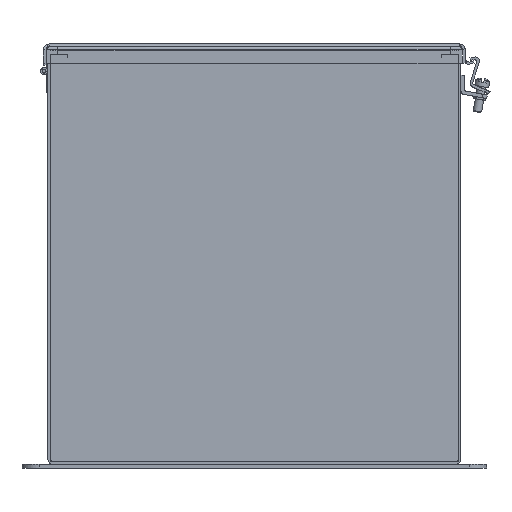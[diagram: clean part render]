
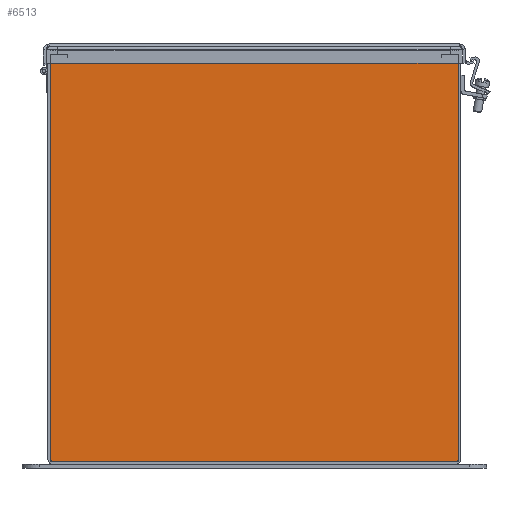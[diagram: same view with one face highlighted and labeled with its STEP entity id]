
A CAD part, left-side view. The second image highlights one B-rep face of the part: STEP entity #6513.
In plain terms, the highlighted planar face has unit normal (-1, 0, 0).
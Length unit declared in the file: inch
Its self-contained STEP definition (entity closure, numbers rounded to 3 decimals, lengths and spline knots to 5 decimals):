
#631 = EDGE_LOOP ( 'NONE', ( #6363, #39986, #28932, #19898, #25989, #17959, #21124, #9010, #3595, #21418, #14436, #32376 ) ) ;
#1750 = CARTESIAN_POINT ( 'NONE',  ( -24., 5.4277, 10.58205 ) ) ;
#2722 = VECTOR ( 'NONE', #41288, 39.37008 ) ;
#2997 = DIRECTION ( 'NONE',  ( 0., 1., 0. ) ) ;
#3464 = DIRECTION ( 'NONE',  ( 1., 0., 0. ) ) ;
#3595 = ORIENTED_EDGE ( 'NONE', *, *, #25725, .F. ) ;
#3750 = CARTESIAN_POINT ( 'NONE',  ( -24., -5.4277, 10.58205 ) ) ;
#3968 = VERTEX_POINT ( 'NONE', #6611 ) ;
#3978 = LINE ( 'NONE', #20389, #32145 ) ;
#4536 = LINE ( 'NONE', #18307, #25279 ) ;
#5221 = CARTESIAN_POINT ( 'NONE',  ( -24., 5.4275, 10.58205 ) ) ;
#6363 = ORIENTED_EDGE ( 'NONE', *, *, #18140, .T. ) ;
#6513 = ADVANCED_FACE ( 'NONE', ( #26832 ), #33103, .F. ) ;
#6611 = CARTESIAN_POINT ( 'NONE',  ( -24., -5.926, -1.176 ) ) ;
#7404 = CARTESIAN_POINT ( 'NONE',  ( -24., 5.4275, 10.58225 ) ) ;
#7476 = DIRECTION ( 'NONE',  ( 0., 0., 1. ) ) ;
#7717 = AXIS2_PLACEMENT_3D ( 'NONE', #33311, #3464, #30063 ) ;
#8453 = DIRECTION ( 'NONE',  ( 0., -1., 0. ) ) ;
#8678 = CARTESIAN_POINT ( 'NONE',  ( -24., -5.926, 4.75 ) ) ;
#9010 = ORIENTED_EDGE ( 'NONE', *, *, #27769, .F. ) ;
#9409 = CARTESIAN_POINT ( 'NONE',  ( -24., -5.4275, 10.58205 ) ) ;
#10018 = VERTEX_POINT ( 'NONE', #7404 ) ;
#10198 = LINE ( 'NONE', #30003, #40446 ) ;
#11275 = CARTESIAN_POINT ( 'NONE',  ( -24., 5.926, 10.676 ) ) ;
#12988 = CARTESIAN_POINT ( 'NONE',  ( -24., 5.926, 4.75 ) ) ;
#14120 = LINE ( 'NONE', #24058, #2722 ) ;
#14333 = CARTESIAN_POINT ( 'NONE',  ( -24., 5.4277, 10.676 ) ) ;
#14436 = ORIENTED_EDGE ( 'NONE', *, *, #19675, .F. ) ;
#15777 = LINE ( 'NONE', #38788, #25573 ) ;
#17046 = EDGE_CURVE ( 'NONE', #17957, #35763, #14120, .T. ) ;
#17094 = DIRECTION ( 'NONE',  ( 0., 1., 0. ) ) ;
#17189 = CARTESIAN_POINT ( 'NONE',  ( -24., 5.4275, 10.676 ) ) ;
#17957 = VERTEX_POINT ( 'NONE', #14333 ) ;
#17959 = ORIENTED_EDGE ( 'NONE', *, *, #17046, .F. ) ;
#18140 = EDGE_CURVE ( 'NONE', #20799, #18292, #20147, .T. ) ;
#18292 = VERTEX_POINT ( 'NONE', #9409 ) ;
#18307 = CARTESIAN_POINT ( 'NONE',  ( -24., 0., 10.58225 ) ) ;
#18601 = CARTESIAN_POINT ( 'NONE',  ( -24., 0., -1.176 ) ) ;
#18802 = VERTEX_POINT ( 'NONE', #28778 ) ;
#19675 = EDGE_CURVE ( 'NONE', #34491, #22611, #15777, .T. ) ;
#19898 = ORIENTED_EDGE ( 'NONE', *, *, #26066, .T. ) ;
#19926 = EDGE_CURVE ( 'NONE', #26085, #17957, #35212, .T. ) ;
#20147 = LINE ( 'NONE', #3750, #37632 ) ;
#20169 = LINE ( 'NONE', #12988, #23125 ) ;
#20389 = CARTESIAN_POINT ( 'NONE',  ( -24., -5.4275, 10.58205 ) ) ;
#20799 = VERTEX_POINT ( 'NONE', #27663 ) ;
#21124 = ORIENTED_EDGE ( 'NONE', *, *, #19926, .F. ) ;
#21418 = ORIENTED_EDGE ( 'NONE', *, *, #33137, .F. ) ;
#21482 = VECTOR ( 'NONE', #2997, 39.37008 ) ;
#21963 = DIRECTION ( 'NONE',  ( 0., 0., -1. ) ) ;
#22611 = VERTEX_POINT ( 'NONE', #40630 ) ;
#22620 = DIRECTION ( 'NONE',  ( 0., 0., 1. ) ) ;
#23125 = VECTOR ( 'NONE', #26921, 39.37008 ) ;
#23688 = LINE ( 'NONE', #17189, #34089 ) ;
#24058 = CARTESIAN_POINT ( 'NONE',  ( -24., 5.4277, 4.75 ) ) ;
#25279 = VECTOR ( 'NONE', #8453, 39.37008 ) ;
#25287 = VERTEX_POINT ( 'NONE', #31222 ) ;
#25573 = VECTOR ( 'NONE', #32053, 39.37008 ) ;
#25725 = EDGE_CURVE ( 'NONE', #3968, #25287, #35115, .T. ) ;
#25752 = VECTOR ( 'NONE', #41652, 39.37008 ) ;
#25941 = VERTEX_POINT ( 'NONE', #5221 ) ;
#25989 = ORIENTED_EDGE ( 'NONE', *, *, #37289, .T. ) ;
#26066 = EDGE_CURVE ( 'NONE', #10018, #25941, #23688, .T. ) ;
#26085 = VERTEX_POINT ( 'NONE', #11275 ) ;
#26230 = CARTESIAN_POINT ( 'NONE',  ( -24., -5.4277, 10.676 ) ) ;
#26832 = FACE_OUTER_BOUND ( 'NONE', #631, .T. ) ;
#26921 = DIRECTION ( 'NONE',  ( 0., 0., 1. ) ) ;
#27663 = CARTESIAN_POINT ( 'NONE',  ( -24., -5.4277, 10.58205 ) ) ;
#27769 = EDGE_CURVE ( 'NONE', #25287, #26085, #20169, .T. ) ;
#28175 = VECTOR ( 'NONE', #21963, 39.37008 ) ;
#28778 = CARTESIAN_POINT ( 'NONE',  ( -24., -5.4275, 10.58225 ) ) ;
#28932 = ORIENTED_EDGE ( 'NONE', *, *, #41852, .F. ) ;
#29148 = LINE ( 'NONE', #8678, #28175 ) ;
#30003 = CARTESIAN_POINT ( 'NONE',  ( -24., -5.4277, 4.75 ) ) ;
#30063 = DIRECTION ( 'NONE',  ( 0., 1., 0. ) ) ;
#31222 = CARTESIAN_POINT ( 'NONE',  ( -24., 5.926, -1.176 ) ) ;
#31506 = CARTESIAN_POINT ( 'NONE',  ( -24., 0., 10.676 ) ) ;
#31706 = DIRECTION ( 'NONE',  ( 0., -1., 0. ) ) ;
#32053 = DIRECTION ( 'NONE',  ( 0., -1., 0. ) ) ;
#32145 = VECTOR ( 'NONE', #7476, 39.37008 ) ;
#32376 = ORIENTED_EDGE ( 'NONE', *, *, #39990, .F. ) ;
#33103 = PLANE ( 'NONE',  #7717 ) ;
#33137 = EDGE_CURVE ( 'NONE', #22611, #3968, #29148, .T. ) ;
#33311 = CARTESIAN_POINT ( 'NONE',  ( -24., 0., 4.75 ) ) ;
#34089 = VECTOR ( 'NONE', #41114, 39.37008 ) ;
#34491 = VERTEX_POINT ( 'NONE', #26230 ) ;
#35115 = LINE ( 'NONE', #18601, #25752 ) ;
#35212 = LINE ( 'NONE', #31506, #41473 ) ;
#35681 = CARTESIAN_POINT ( 'NONE',  ( -24., 5.4275, 10.58205 ) ) ;
#35763 = VERTEX_POINT ( 'NONE', #1750 ) ;
#37289 = EDGE_CURVE ( 'NONE', #25941, #35763, #39563, .T. ) ;
#37632 = VECTOR ( 'NONE', #17094, 39.37008 ) ;
#38788 = CARTESIAN_POINT ( 'NONE',  ( -24., 0., 10.676 ) ) ;
#39563 = LINE ( 'NONE', #35681, #21482 ) ;
#39986 = ORIENTED_EDGE ( 'NONE', *, *, #41361, .T. ) ;
#39990 = EDGE_CURVE ( 'NONE', #20799, #34491, #10198, .T. ) ;
#40446 = VECTOR ( 'NONE', #22620, 39.37008 ) ;
#40630 = CARTESIAN_POINT ( 'NONE',  ( -24., -5.926, 10.676 ) ) ;
#41114 = DIRECTION ( 'NONE',  ( 0., 0., -1. ) ) ;
#41288 = DIRECTION ( 'NONE',  ( 0., 0., -1. ) ) ;
#41361 = EDGE_CURVE ( 'NONE', #18292, #18802, #3978, .T. ) ;
#41473 = VECTOR ( 'NONE', #31706, 39.37008 ) ;
#41652 = DIRECTION ( 'NONE',  ( 0., 1., 0. ) ) ;
#41852 = EDGE_CURVE ( 'NONE', #10018, #18802, #4536, .T. ) ;
